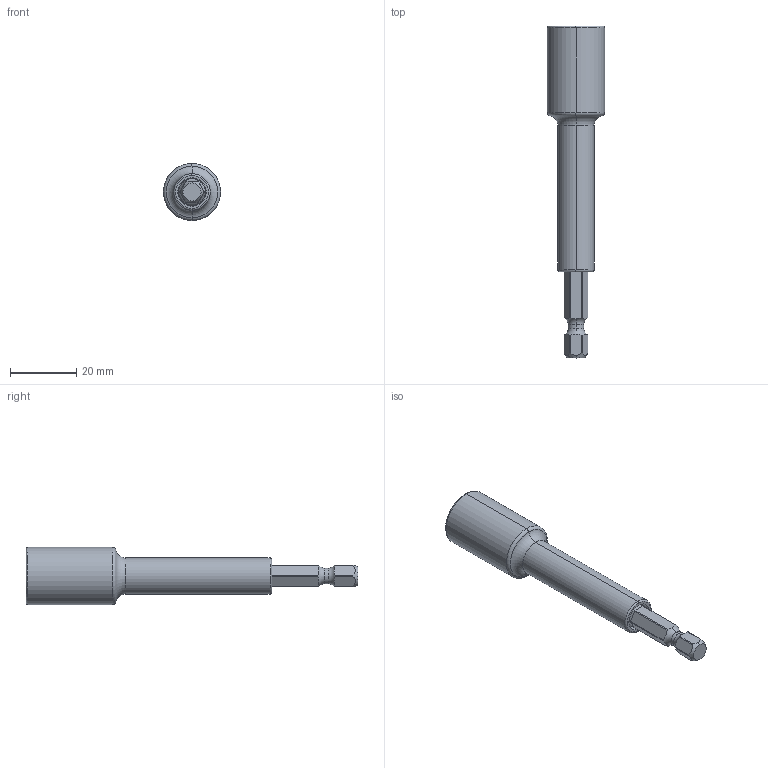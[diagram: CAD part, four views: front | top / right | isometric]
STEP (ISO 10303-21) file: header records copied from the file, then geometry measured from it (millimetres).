
FILE_DESCRIPTION((''),'2;1');
FILE_NAME('4027106710_ASM','2023-09-01T10:48:29',('a00565553'),(''),'CREO PARAMETRIC BY PTC INC, 2022414','CREO PARAMETRIC BY PTC INC, 2022414','');
FILE_SCHEMA(('CONFIG_CONTROL_DESIGN','GEOMETRIC_VALIDATION_PROPERTIES_MIM'));
Length unit declared in the file: millimetre
Products named in the file (4): 4027904292; 4027299440; MAGNET_FLEXIBLE_TEMPLATE_AF4; 4027106710_ASM
Assembly tree (3 placements, depth 2):
  4027106710_ASM
    4027904292
    4027299440
    MAGNET_FLEXIBLE_TEMPLATE_AF4
Bounding box: 17.2 x 100 x 17.2 mm (x, y, z)
Volume: 10552.6 mm3; surface area: 9702.7 mm2
Topology: 4 solids, 4 shells, 118 faces, 270 edges, 161 vertices
Faces by surface type: cylinder 42, plane 28, torus 28, cone 20
Entity records: 4652 total; most frequent: CARTESIAN_POINT 934, DIRECTION 594, ORIENTED_EDGE 536, EDGE_CURVE 268, PRESENTATION_STYLE_ASSIGNMENT 259, STYLED_ITEM 259, CURVE_STYLE 254, AXIS2_PLACEMENT_3D 251
